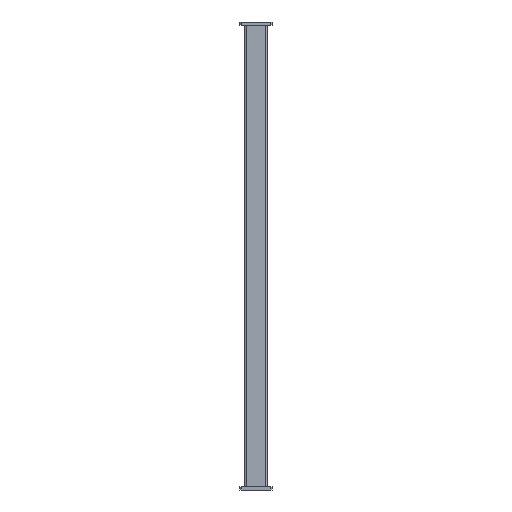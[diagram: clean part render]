
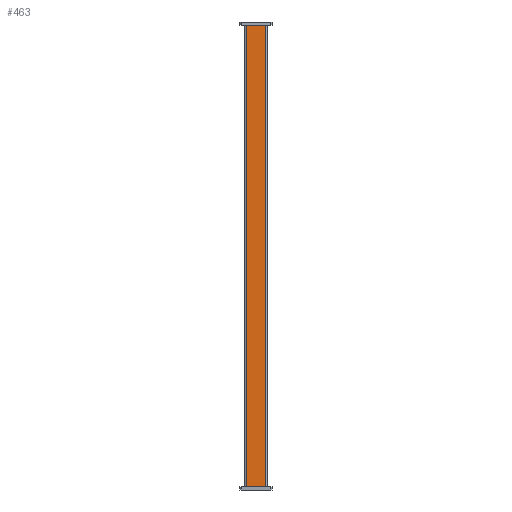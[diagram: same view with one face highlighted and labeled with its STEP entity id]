
A CAD part, front view. The second image highlights one B-rep face of the part: STEP entity #463.
In plain terms, the highlighted planar face has unit normal (0, -1, 0).
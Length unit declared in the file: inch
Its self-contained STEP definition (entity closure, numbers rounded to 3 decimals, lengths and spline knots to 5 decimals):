
#219 = EDGE_CURVE ( 'NONE', #1489, #2129, #3100, .T. ) ;
#304 = DIRECTION ( 'NONE',  ( 0., 0., 1. ) ) ;
#374 = VECTOR ( 'NONE', #304, 39.37008 ) ;
#463 = ADVANCED_FACE ( 'NONE', ( #1056 ), #1381, .F. ) ;
#699 = CARTESIAN_POINT ( 'NONE',  ( 0.859, -0.4615, -35.76378 ) ) ;
#840 = DIRECTION ( 'NONE',  ( 0., 0., 1. ) ) ;
#846 = ORIENTED_EDGE ( 'NONE', *, *, #2908, .T. ) ;
#915 = VECTOR ( 'NONE', #2826, 39.37008 ) ;
#974 = ORIENTED_EDGE ( 'NONE', *, *, #1460, .T. ) ;
#1056 = FACE_OUTER_BOUND ( 'NONE', #1110, .T. ) ;
#1086 = CARTESIAN_POINT ( 'NONE',  ( -0.759, -0.4615, -35.76378 ) ) ;
#1097 = DIRECTION ( 'NONE',  ( 0., 0., -1. ) ) ;
#1103 = CARTESIAN_POINT ( 'NONE',  ( 0.859, -0.4615, -37.71402 ) ) ;
#1110 = EDGE_LOOP ( 'NONE', ( #2769, #846, #974, #1311 ) ) ;
#1199 = VECTOR ( 'NONE', #1097, 39.37008 ) ;
#1311 = ORIENTED_EDGE ( 'NONE', *, *, #2369, .T. ) ;
#1381 = PLANE ( 'NONE',  #3275 ) ;
#1460 = EDGE_CURVE ( 'NONE', #2355, #2402, #3400, .T. ) ;
#1489 = VERTEX_POINT ( 'NONE', #3150 ) ;
#1506 = DIRECTION ( 'NONE',  ( 1., 0., 0. ) ) ;
#1613 = LINE ( 'NONE', #2669, #374 ) ;
#1975 = CARTESIAN_POINT ( 'NONE',  ( 0.859, -0.4615, -0.23622 ) ) ;
#2105 = CARTESIAN_POINT ( 'NONE',  ( -0.759, -0.4615, -37.71402 ) ) ;
#2129 = VERTEX_POINT ( 'NONE', #2515 ) ;
#2355 = VERTEX_POINT ( 'NONE', #1086 ) ;
#2369 = EDGE_CURVE ( 'NONE', #2402, #1489, #1613, .T. ) ;
#2402 = VERTEX_POINT ( 'NONE', #2991 ) ;
#2418 = LINE ( 'NONE', #2105, #1199 ) ;
#2515 = CARTESIAN_POINT ( 'NONE',  ( -0.759, -0.4615, -0.23622 ) ) ;
#2669 = CARTESIAN_POINT ( 'NONE',  ( 0.759, -0.4615, -37.71402 ) ) ;
#2745 = VECTOR ( 'NONE', #1506, 39.37008 ) ;
#2769 = ORIENTED_EDGE ( 'NONE', *, *, #219, .T. ) ;
#2826 = DIRECTION ( 'NONE',  ( -1., 0., 0. ) ) ;
#2908 = EDGE_CURVE ( 'NONE', #2129, #2355, #2418, .T. ) ;
#2991 = CARTESIAN_POINT ( 'NONE',  ( 0.759, -0.4615, -35.76378 ) ) ;
#3100 = LINE ( 'NONE', #1975, #915 ) ;
#3150 = CARTESIAN_POINT ( 'NONE',  ( 0.759, -0.4615, -0.23622 ) ) ;
#3275 = AXIS2_PLACEMENT_3D ( 'NONE', #1103, #3283, #840 ) ;
#3283 = DIRECTION ( 'NONE',  ( 0., 1., 0. ) ) ;
#3400 = LINE ( 'NONE', #699, #2745 ) ;
